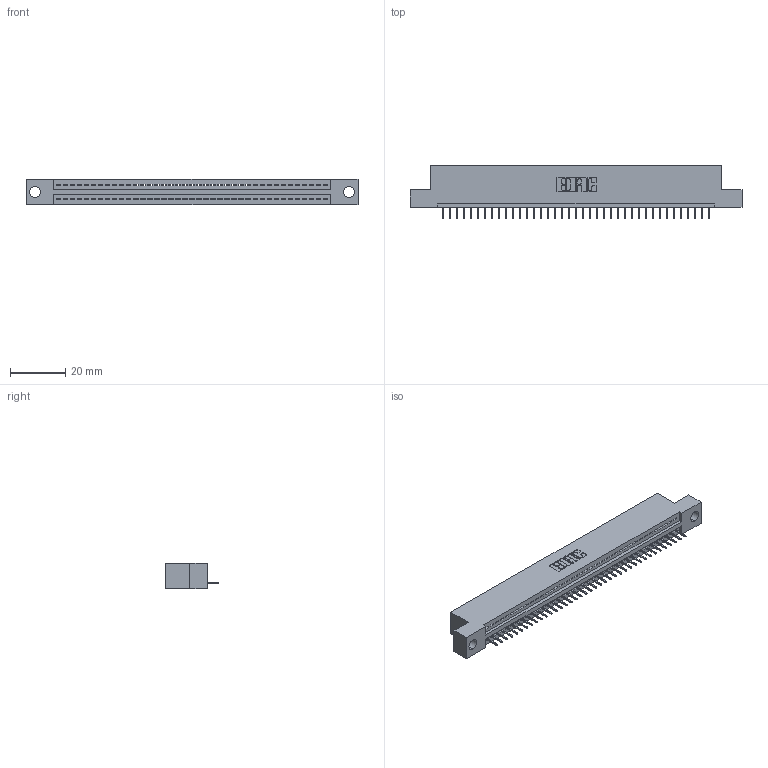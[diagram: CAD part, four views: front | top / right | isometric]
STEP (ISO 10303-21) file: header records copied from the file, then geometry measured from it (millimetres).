
FILE_DESCRIPTION (( 'STEP AP203' ), '1' );
FILE_NAME ('395-039-524-104.STEP', '2019-10-22T02:50:04', ( '' ), ( '' ), 'SwSTEP 2.0', 'SolidWorks 2016', '' );
FILE_SCHEMA (( 'CONFIG_CONTROL_DESIGN' ));
Length unit declared in the file: inch
Products named in the file (3): 395-039-524-104; 345-292-001_345-293-124; 345 Part_Flush Mounting Lugs - 0.156 Dia-TH
Assembly tree (40 placements, depth 2):
  395-039-524-104
    345 Part_Flush Mounting Lugs - 0.156 Dia-TH
    345-292-001_345-293-124  x39
Bounding box: 120.27 x 19.35 x 9.4 mm (x, y, z)
Volume: 11156.8 mm3; surface area: 14101.7 mm2
Topology: 40 solids, 40 shells, 2544 faces, 7361 edges, 4750 vertices
Faces by surface type: plane 1874, cylinder 670
Entity records: 29833 total; most frequent: CARTESIAN_POINT 5173, ORIENTED_EDGE 5146, DIRECTION 4523, EDGE_CURVE 2573, VECTOR 2289, LINE 2289, VERTEX_POINT 1710, AXIS2_PLACEMENT_3D 1117
